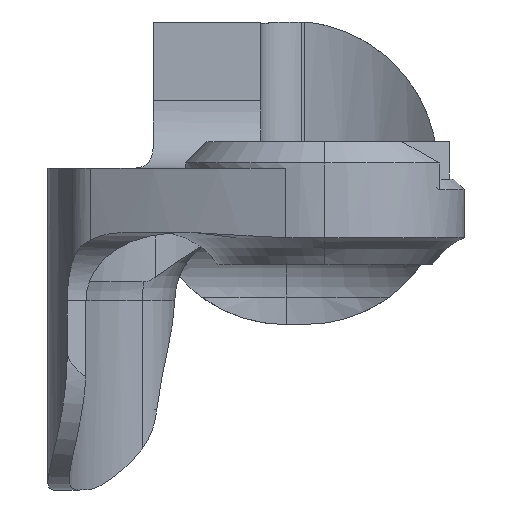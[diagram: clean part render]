
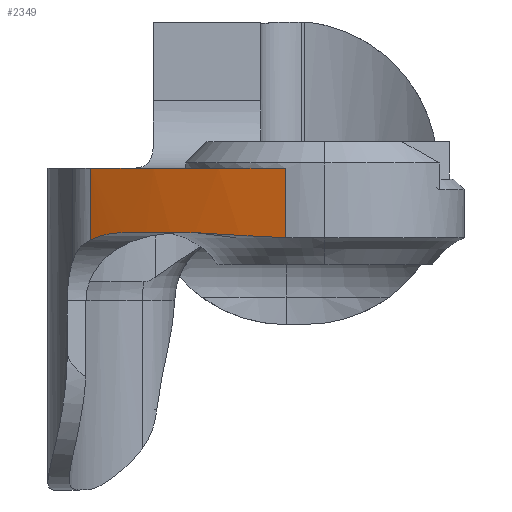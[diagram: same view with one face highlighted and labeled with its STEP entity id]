
A CAD part, left-side view. The second image highlights one B-rep face of the part: STEP entity #2349.
In plain terms, the highlighted cylindrical face has radius 87.853 mm (diameter 175.707 mm), a partial arc.
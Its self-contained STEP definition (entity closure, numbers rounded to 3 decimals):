
#12 = EDGE_CURVE ( 'NONE', #3149, #2618, #1454, .T. ) ;
#251 = FACE_OUTER_BOUND ( 'NONE', #3072, .T. ) ;
#279 = VERTEX_POINT ( 'NONE', #1464 ) ;
#457 = CARTESIAN_POINT ( 'NONE',  ( -12.47, 3.673, 8. ) ) ;
#460 = CARTESIAN_POINT ( 'NONE',  ( -9.514, 12.103, 2. ) ) ;
#590 = AXIS2_PLACEMENT_3D ( 'NONE', #3056, #3476, #3780 ) ;
#707 = DIRECTION ( 'NONE',  ( 0., 0., -1. ) ) ;
#726 = LINE ( 'NONE', #2178, #2459 ) ;
#754 = DIRECTION ( 'NONE',  ( 1., 0., 0. ) ) ;
#786 = CARTESIAN_POINT ( 'NONE',  ( -12.47, 3.673, 1.531 ) ) ;
#1012 = AXIS2_PLACEMENT_3D ( 'NONE', #1655, #1037, #754 ) ;
#1037 = DIRECTION ( 'NONE',  ( 0., 0., 1. ) ) ;
#1142 = VERTEX_POINT ( 'NONE', #2412 ) ;
#1173 = EDGE_CURVE ( 'NONE', #279, #2618, #3159, .T. ) ;
#1201 = CIRCLE ( 'NONE', #1012, 87.853 ) ;
#1233 = ORIENTED_EDGE ( 'NONE', *, *, #4034, .T. ) ;
#1399 = ORIENTED_EDGE ( 'NONE', *, *, #12, .T. ) ;
#1420 = CARTESIAN_POINT ( 'NONE',  ( -12.47, 3.673, 1.531 ) ) ;
#1437 = CARTESIAN_POINT ( 'NONE',  ( -11.345, 7.225, 1.693 ) ) ;
#1454 = B_SPLINE_CURVE_WITH_KNOTS ( 'NONE', 3,
 ( #1617, #1572, #2810, #1944, #1859, #2530 ),
 .UNSPECIFIED., .F., .F.,
 ( 4, 2, 4 ),
 ( 0., 0.002, 0.003 ),
 .UNSPECIFIED. ) ;
#1464 = CARTESIAN_POINT ( 'NONE',  ( -9.514, 12.103, 2. ) ) ;
#1572 = CARTESIAN_POINT ( 'NONE',  ( -5.065, 21.391, 1.56 ) ) ;
#1617 = CARTESIAN_POINT ( 'NONE',  ( -4.807, 21.852, 1.333 ) ) ;
#1655 = CARTESIAN_POINT ( 'NONE',  ( 71.803, -21.149, 8. ) ) ;
#1662 = B_SPLINE_CURVE_WITH_KNOTS ( 'NONE', 3,
 ( #460, #3590, #2626, #1437, #3878, #3576, #2953, #786 ),
 .UNSPECIFIED., .F., .F.,
 ( 4, 2, 2, 4 ),
 ( 0., 0.004, 0.007, 0.009 ),
 .UNSPECIFIED. ) ;
#1754 = VERTEX_POINT ( 'NONE', #1420 ) ;
#1859 = CARTESIAN_POINT ( 'NONE',  ( -6.12, 19.428, 2. ) ) ;
#1871 = EDGE_CURVE ( 'NONE', #279, #1754, #1662, .T. ) ;
#1913 = DIRECTION ( 'NONE',  ( 1., 0., 0. ) ) ;
#1944 = CARTESIAN_POINT ( 'NONE',  ( -5.854, 19.935, 1.945 ) ) ;
#2178 = CARTESIAN_POINT ( 'NONE',  ( -12.47, 3.673, 10.5 ) ) ;
#2267 = ORIENTED_EDGE ( 'NONE', *, *, #1173, .F. ) ;
#2349 = ADVANCED_FACE ( 'NONE', ( #251 ), #2429, .T. ) ;
#2412 = CARTESIAN_POINT ( 'NONE',  ( -4.807, 21.852, 8. ) ) ;
#2429 = CYLINDRICAL_SURFACE ( 'NONE', #590, 87.853 ) ;
#2459 = VECTOR ( 'NONE', #3507, 1000. ) ;
#2471 = DIRECTION ( 'NONE',  ( 0., 0., -1. ) ) ;
#2508 = ORIENTED_EDGE ( 'NONE', *, *, #2978, .F. ) ;
#2530 = CARTESIAN_POINT ( 'NONE',  ( -6.382, 18.916, 2. ) ) ;
#2618 = VERTEX_POINT ( 'NONE', #2670 ) ;
#2626 = CARTESIAN_POINT ( 'NONE',  ( -10.607, 9.329, 1.872 ) ) ;
#2670 = CARTESIAN_POINT ( 'NONE',  ( -6.382, 18.916, 2. ) ) ;
#2810 = CARTESIAN_POINT ( 'NONE',  ( -5.327, 20.915, 1.724 ) ) ;
#2831 = VECTOR ( 'NONE', #2471, 1000. ) ;
#2839 = ORIENTED_EDGE ( 'NONE', *, *, #1871, .T. ) ;
#2953 = CARTESIAN_POINT ( 'NONE',  ( -12.259, 4.39, 1.531 ) ) ;
#2978 = EDGE_CURVE ( 'NONE', #3101, #1754, #726, .T. ) ;
#3056 = CARTESIAN_POINT ( 'NONE',  ( 71.803, -21.149, 10.5 ) ) ;
#3072 = EDGE_LOOP ( 'NONE', ( #2508, #3249, #1233, #1399, #2267, #2839 ) ) ;
#3101 = VERTEX_POINT ( 'NONE', #457 ) ;
#3124 = LINE ( 'NONE', #3483, #2831 ) ;
#3149 = VERTEX_POINT ( 'NONE', #3892 ) ;
#3159 = CIRCLE ( 'NONE', #3490, 87.853 ) ;
#3249 = ORIENTED_EDGE ( 'NONE', *, *, #3910, .F. ) ;
#3476 = DIRECTION ( 'NONE',  ( 0., 0., -1. ) ) ;
#3483 = CARTESIAN_POINT ( 'NONE',  ( -4.807, 21.852, 10.5 ) ) ;
#3486 = CARTESIAN_POINT ( 'NONE',  ( 71.803, -21.149, 2. ) ) ;
#3490 = AXIS2_PLACEMENT_3D ( 'NONE', #3486, #707, #1913 ) ;
#3507 = DIRECTION ( 'NONE',  ( 0., 0., -1. ) ) ;
#3576 = CARTESIAN_POINT ( 'NONE',  ( -12.039, 5.103, 1.555 ) ) ;
#3590 = CARTESIAN_POINT ( 'NONE',  ( -10.08, 10.719, 2. ) ) ;
#3780 = DIRECTION ( 'NONE',  ( -1., 0., 0. ) ) ;
#3878 = CARTESIAN_POINT ( 'NONE',  ( -11.582, 6.52, 1.636 ) ) ;
#3892 = CARTESIAN_POINT ( 'NONE',  ( -4.807, 21.852, 1.333 ) ) ;
#3910 = EDGE_CURVE ( 'NONE', #1142, #3101, #1201, .T. ) ;
#4034 = EDGE_CURVE ( 'NONE', #1142, #3149, #3124, .T. ) ;
